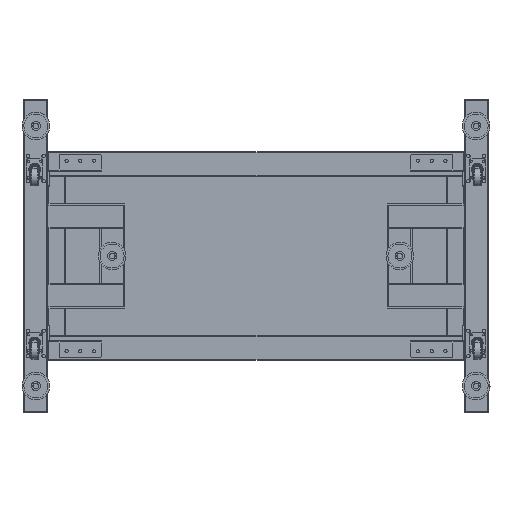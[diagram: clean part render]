
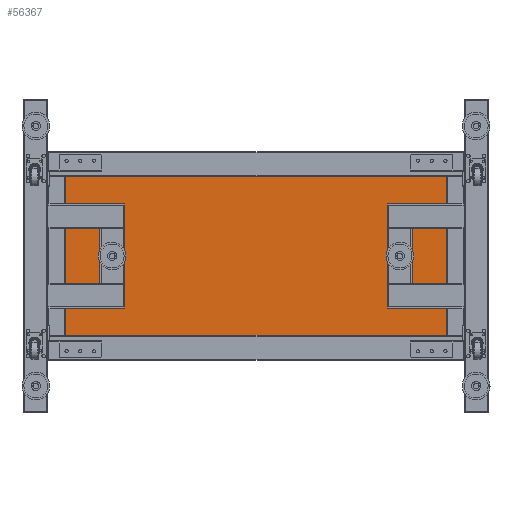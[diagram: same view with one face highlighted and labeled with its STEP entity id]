
A CAD part, front view. The second image highlights one B-rep face of the part: STEP entity #56367.
In plain terms, the highlighted planar face has unit normal (0, -1, 0).
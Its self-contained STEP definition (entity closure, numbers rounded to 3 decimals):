
#4033 = LINE ( 'NONE', #64588, #68628 ) ;
#5160 = EDGE_CURVE ( 'NONE', #14020, #45419, #4033, .T. ) ;
#5442 = CARTESIAN_POINT ( 'NONE',  ( -1088.172, 555.441, 0. ) ) ;
#5790 = CARTESIAN_POINT ( 'NONE',  ( -119.682, 555.441, -228.49 ) ) ;
#6099 = ORIENTED_EDGE ( 'NONE', *, *, #49269, .T. ) ;
#13908 = CARTESIAN_POINT ( 'NONE',  ( 110.318, 555.441, 228.49 ) ) ;
#14020 = VERTEX_POINT ( 'NONE', #54472 ) ;
#15125 = DIRECTION ( 'NONE',  ( -1., 0., 0. ) ) ;
#18008 = DIRECTION ( 'NONE',  ( 1., 0., 0. ) ) ;
#24360 = VECTOR ( 'NONE', #18008, 1000. ) ;
#26264 = DIRECTION ( 'NONE',  ( 0., 0., 1. ) ) ;
#28813 = DIRECTION ( 'NONE',  ( 0., 0., 1. ) ) ;
#33851 = AXIS2_PLACEMENT_3D ( 'NONE', #5442, #37549, #68419 ) ;
#37549 = DIRECTION ( 'NONE',  ( 0., 1., 0. ) ) ;
#41307 = EDGE_LOOP ( 'NONE', ( #6099, #78647, #56496, #51052 ) ) ;
#43739 = LINE ( 'NONE', #56355, #69136 ) ;
#44049 = FACE_OUTER_BOUND ( 'NONE', #41307, .T. ) ;
#45419 = VERTEX_POINT ( 'NONE', #49961 ) ;
#45810 = EDGE_CURVE ( 'NONE', #50737, #53556, #43739, .T. ) ;
#49269 = EDGE_CURVE ( 'NONE', #53556, #45419, #71183, .T. ) ;
#49961 = CARTESIAN_POINT ( 'NONE',  ( -1216.662, 555.441, 228.49 ) ) ;
#50737 = VERTEX_POINT ( 'NONE', #5790 ) ;
#51052 = ORIENTED_EDGE ( 'NONE', *, *, #45810, .T. ) ;
#51807 = EDGE_CURVE ( 'NONE', #14020, #50737, #72836, .T. ) ;
#53556 = VERTEX_POINT ( 'NONE', #75978 ) ;
#54472 = CARTESIAN_POINT ( 'NONE',  ( -1216.662, 555.441, -228.49 ) ) ;
#56355 = CARTESIAN_POINT ( 'NONE',  ( -119.682, 555.441, -228.49 ) ) ;
#56367 = ADVANCED_FACE ( 'NONE', ( #44049 ), #67204, .F. ) ;
#56496 = ORIENTED_EDGE ( 'NONE', *, *, #51807, .T. ) ;
#64588 = CARTESIAN_POINT ( 'NONE',  ( -1216.662, 555.441, -228.49 ) ) ;
#67204 = PLANE ( 'NONE',  #33851 ) ;
#68419 = DIRECTION ( 'NONE',  ( 0., 0., 1. ) ) ;
#68628 = VECTOR ( 'NONE', #28813, 1000. ) ;
#69136 = VECTOR ( 'NONE', #26264, 1000. ) ;
#71183 = LINE ( 'NONE', #13908, #75910 ) ;
#72836 = LINE ( 'NONE', #73651, #24360 ) ;
#73651 = CARTESIAN_POINT ( 'NONE',  ( -2286.662, 555.441, -228.49 ) ) ;
#75910 = VECTOR ( 'NONE', #15125, 1000. ) ;
#75978 = CARTESIAN_POINT ( 'NONE',  ( -119.682, 555.441, 228.49 ) ) ;
#78647 = ORIENTED_EDGE ( 'NONE', *, *, #5160, .F. ) ;
